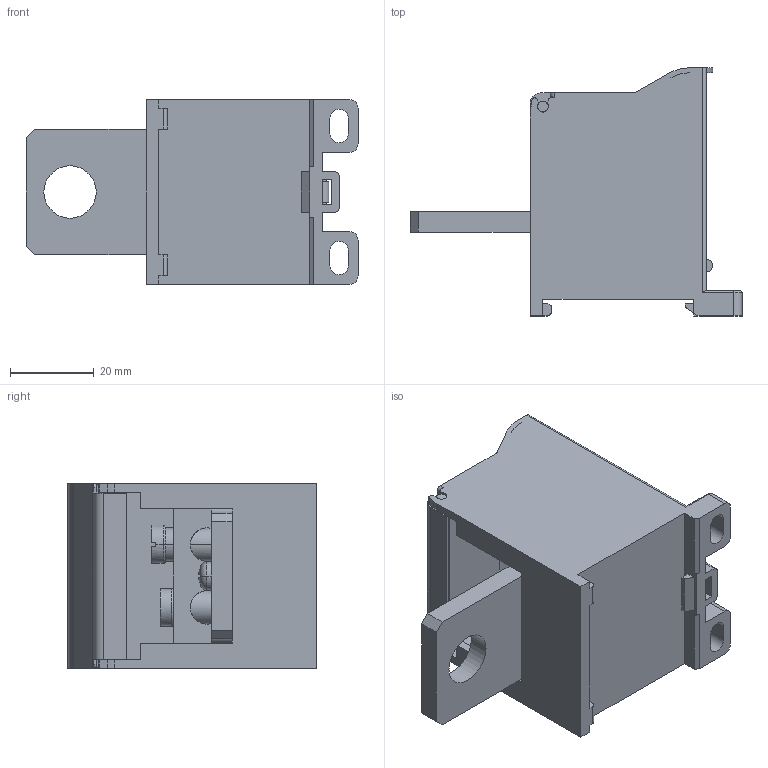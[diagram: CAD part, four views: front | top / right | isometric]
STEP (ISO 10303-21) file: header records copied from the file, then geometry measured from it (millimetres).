
FILE_DESCRIPTION((''),'2;1');
FILE_NAME('5YB576098_ASM','2023-11-30T',('dell'),(''),'PRO/ENGINEER BY PARAMETRIC TECHNOLOGY CORPORATION, 2013230','PRO/ENGINEER BY PARAMETRIC TECHNOLOGY CORPORATION, 2013230','');
FILE_SCHEMA(('AUTOMOTIVE_DESIGN { 1 0 10303 214 1 1 1 1 }'));
Length unit declared in the file: millimetre
Products named in the file (1): 5YB576098_ASM
Bounding box: 79.2 x 59.2 x 44 mm (x, y, z)
Volume: 57282.5 mm3; surface area: 25950.1 mm2
Topology: 1 solids, 4 shells, 335 faces, 964 edges, 634 vertices
Faces by surface type: plane 162, cylinder 137, torus 14, cone 14, sphere 6, bspline 2
Entity records: 13129 total; most frequent: CARTESIAN_POINT 2676, ORIENTED_EDGE 1920, DIRECTION 1895, EDGE_CURVE 960, AXIS2_PLACEMENT_3D 663, VERTEX_POINT 635, VECTOR 569, LINE 569
